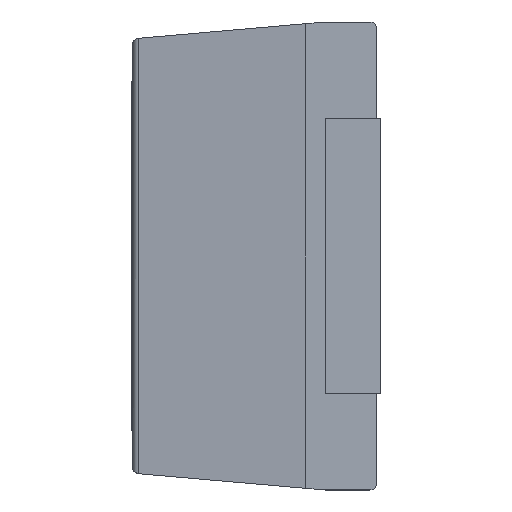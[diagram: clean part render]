
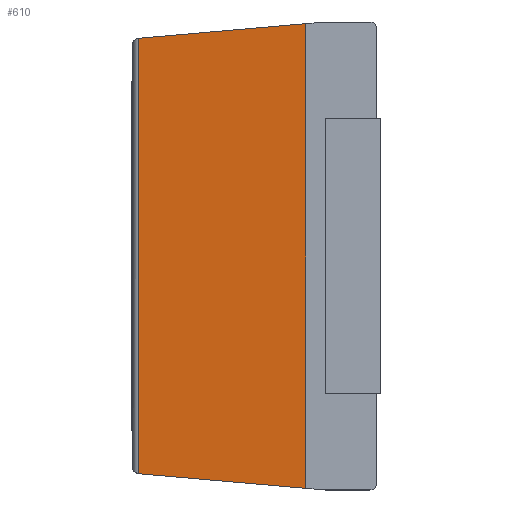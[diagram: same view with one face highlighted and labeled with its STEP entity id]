
A CAD part, left-side view. The second image highlights one B-rep face of the part: STEP entity #610.
In plain terms, the highlighted face is planar.
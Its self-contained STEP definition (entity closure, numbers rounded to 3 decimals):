
#147=VERTEX_POINT('',#852);
#148=VERTEX_POINT('',#853);
#149=VERTEX_POINT('',#855);
#150=VERTEX_POINT('',#857);
#198=VECTOR('',#711,1.);
#199=VECTOR('',#712,1.);
#200=VECTOR('',#713,1.);
#201=VECTOR('',#714,1.);
#264=LINE('',#851,#198);
#265=LINE('',#854,#199);
#266=LINE('',#856,#200);
#267=LINE('',#858,#201);
#332=EDGE_CURVE('',#147,#148,#264,.T.);
#333=EDGE_CURVE('',#149,#147,#265,.T.);
#334=EDGE_CURVE('',#150,#149,#266,.T.);
#335=EDGE_CURVE('',#148,#150,#267,.T.);
#415=ORIENTED_EDGE('',*,*,#332,.F.);
#416=ORIENTED_EDGE('',*,*,#333,.F.);
#417=ORIENTED_EDGE('',*,*,#334,.F.);
#418=ORIENTED_EDGE('',*,*,#335,.F.);
#542=EDGE_LOOP('',(#415,#416,#417,#418));
#576=FACE_BOUND('',#542,.T.);
#610=ADVANCED_FACE('',(#576),#975,.F.);
#645=AXIS2_PLACEMENT_3D('',#850,#710,$);
#710=DIRECTION('',(0.,-0.996,0.087));
#711=DIRECTION('',(0.087,-0.087,-0.992));
#712=DIRECTION('',(-1.,0.,0.));
#713=DIRECTION('',(0.087,0.087,0.992));
#714=DIRECTION('',(1.,0.,0.));
#850=CARTESIAN_POINT('',(-3.842,1.323,-0.573));
#851=CARTESIAN_POINT('',(-0.82,1.326,-0.541));
#852=CARTESIAN_POINT('',(-0.844,1.35,-0.27));
#853=CARTESIAN_POINT('',(-0.791,1.297,-0.877));
#854=CARTESIAN_POINT('',(-1.921,1.35,-0.27));
#855=CARTESIAN_POINT('',(0.844,1.35,-0.27));
#856=CARTESIAN_POINT('',(0.791,1.297,-0.872));
#857=CARTESIAN_POINT('',(0.791,1.297,-0.877));
#858=CARTESIAN_POINT('',(-3.842,1.297,-0.877));
#975=PLANE('',#645);
